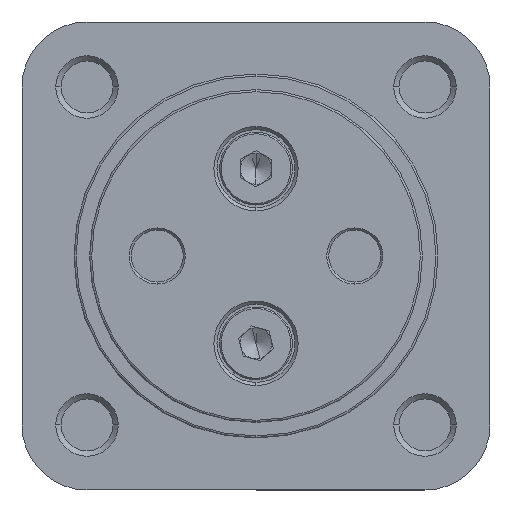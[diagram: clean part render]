
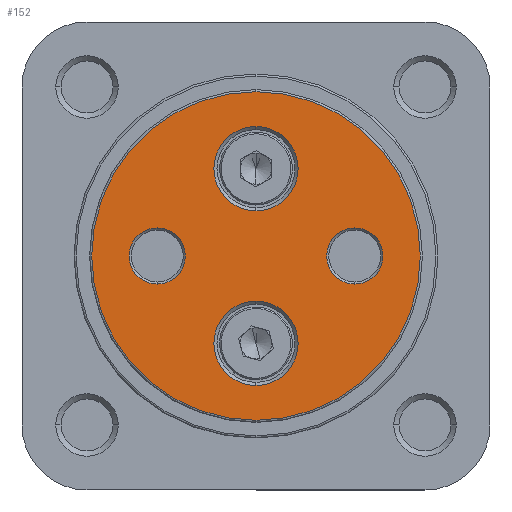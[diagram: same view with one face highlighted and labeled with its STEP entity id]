
A CAD part, left-side view. The second image highlights one B-rep face of the part: STEP entity #152.
In plain terms, the highlighted planar face has unit normal (-1, 0, 0).
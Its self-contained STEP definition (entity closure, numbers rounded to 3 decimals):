
#152 = ADVANCED_FACE ( 'NONE', ( #1128, #1134, #1136, #1138, #1124 ), #5911, .F. ) ;
#272 = ORIENTED_EDGE ( 'NONE', *, *, #4939, .T. ) ;
#273 = ORIENTED_EDGE ( 'NONE', *, *, #5010, .T. ) ;
#274 = ORIENTED_EDGE ( 'NONE', *, *, #4871, .T. ) ;
#275 = ORIENTED_EDGE ( 'NONE', *, *, #4986, .T. ) ;
#276 = ORIENTED_EDGE ( 'NONE', *, *, #4942, .T. ) ;
#277 = ORIENTED_EDGE ( 'NONE', *, *, #4990, .T. ) ;
#278 = ORIENTED_EDGE ( 'NONE', *, *, #4970, .T. ) ;
#279 = ORIENTED_EDGE ( 'NONE', *, *, #4874, .T. ) ;
#693 = EDGE_LOOP ( 'NONE', ( #273, #272 ) ) ;
#709 = EDGE_LOOP ( 'NONE', ( #275, #274 ) ) ;
#771 = EDGE_LOOP ( 'NONE', ( #277, #276 ) ) ;
#812 = EDGE_LOOP ( 'NONE', ( #279, #278 ) ) ;
#821 = EDGE_LOOP ( 'NONE', ( #3856, #3864 ) ) ;
#1124 = FACE_BOUND ( 'NONE', #821, .T. ) ;
#1128 = FACE_OUTER_BOUND ( 'NONE', #812, .T. ) ;
#1134 = FACE_BOUND ( 'NONE', #771, .T. ) ;
#1136 = FACE_BOUND ( 'NONE', #709, .T. ) ;
#1138 = FACE_BOUND ( 'NONE', #693, .T. ) ;
#2209 = CIRCLE ( 'NONE', #5541, 4.05 ) ;
#2210 = CIRCLE ( 'NONE', #5537, 2.7 ) ;
#2212 = CIRCLE ( 'NONE', #5543, 15.8 ) ;
#2314 = CIRCLE ( 'NONE', #5575, 2.7 ) ;
#2318 = CIRCLE ( 'NONE', #5576, 4.05 ) ;
#2363 = CIRCLE ( 'NONE', #5587, 15.8 ) ;
#2385 = CIRCLE ( 'NONE', #3604, 4.05 ) ;
#2391 = CIRCLE ( 'NONE', #3605, 4.05 ) ;
#2419 = CIRCLE ( 'NONE', #3616, 2.7 ) ;
#2428 = CIRCLE ( 'NONE', #3620, 2.7 ) ;
#3107 = CARTESIAN_POINT ( 'NONE',  ( 0., 0., 8.4 ) ) ;
#3114 = DIRECTION ( 'NONE',  ( 1., 0., 0. ) ) ;
#3115 = DIRECTION ( 'NONE',  ( 0., 0., -1. ) ) ;
#3116 = CARTESIAN_POINT ( 'NONE',  ( 0., 9.5, 0. ) ) ;
#3117 = DIRECTION ( 'NONE',  ( 1., 0., 0. ) ) ;
#3118 = DIRECTION ( 'NONE',  ( 0., 0., -1. ) ) ;
#3122 = CARTESIAN_POINT ( 'NONE',  ( 0., 0., 0. ) ) ;
#3123 = DIRECTION ( 'NONE',  ( -1., 0., 0. ) ) ;
#3124 = DIRECTION ( 'NONE',  ( 0., 0., -1. ) ) ;
#3274 = CARTESIAN_POINT ( 'NONE',  ( 0., -9.5, 0. ) ) ;
#3284 = DIRECTION ( 'NONE',  ( 1., 0., 0. ) ) ;
#3285 = DIRECTION ( 'NONE',  ( 0., 0., -1. ) ) ;
#3292 = CARTESIAN_POINT ( 'NONE',  ( 0., 0., -8.4 ) ) ;
#3293 = DIRECTION ( 'NONE',  ( 1., 0., 0. ) ) ;
#3294 = DIRECTION ( 'NONE',  ( 0., 0., -1. ) ) ;
#3352 = CARTESIAN_POINT ( 'NONE',  ( 0., 0., 0. ) ) ;
#3358 = DIRECTION ( 'NONE',  ( -1., 0., 0. ) ) ;
#3359 = DIRECTION ( 'NONE',  ( 0., 0., -1. ) ) ;
#3391 = CARTESIAN_POINT ( 'NONE',  ( 0., 0., 8.4 ) ) ;
#3402 = DIRECTION ( 'NONE',  ( 1., 0., 0. ) ) ;
#3403 = DIRECTION ( 'NONE',  ( 0., 0., -1. ) ) ;
#3411 = CARTESIAN_POINT ( 'NONE',  ( 0., 0., -8.4 ) ) ;
#3412 = DIRECTION ( 'NONE',  ( 1., 0., 0. ) ) ;
#3413 = DIRECTION ( 'NONE',  ( 0., 0., -1. ) ) ;
#3462 = CARTESIAN_POINT ( 'NONE',  ( 0., -9.5, 0. ) ) ;
#3464 = DIRECTION ( 'NONE',  ( 1., 0., 0. ) ) ;
#3465 = DIRECTION ( 'NONE',  ( 0., 0., -1. ) ) ;
#3474 = CARTESIAN_POINT ( 'NONE',  ( 0., 9.5, 0. ) ) ;
#3475 = DIRECTION ( 'NONE',  ( 1., 0., 0. ) ) ;
#3476 = DIRECTION ( 'NONE',  ( 0., 0., -1. ) ) ;
#3604 = AXIS2_PLACEMENT_3D ( 'NONE', #3391, #3402, #3403 ) ;
#3605 = AXIS2_PLACEMENT_3D ( 'NONE', #3411, #3412, #3413 ) ;
#3616 = AXIS2_PLACEMENT_3D ( 'NONE', #3462, #3464, #3465 ) ;
#3620 = AXIS2_PLACEMENT_3D ( 'NONE', #3474, #3475, #3476 ) ;
#3856 = ORIENTED_EDGE ( 'NONE', *, *, #5015, .T. ) ;
#3864 = ORIENTED_EDGE ( 'NONE', *, *, #4872, .T. ) ;
#3989 = CARTESIAN_POINT ( 'NONE',  ( 0., 0., -15.8 ) ) ;
#4007 = CARTESIAN_POINT ( 'NONE',  ( 0., 0., 15.8 ) ) ;
#4012 = CARTESIAN_POINT ( 'NONE',  ( 0., 0., -4.35 ) ) ;
#4013 = CARTESIAN_POINT ( 'NONE',  ( 0., 0., 12.45 ) ) ;
#4019 = CARTESIAN_POINT ( 'NONE',  ( 0., 0., -12.45 ) ) ;
#4024 = CARTESIAN_POINT ( 'NONE',  ( 0., 0., 4.35 ) ) ;
#4040 = CARTESIAN_POINT ( 'NONE',  ( 0., 9.5, -2.7 ) ) ;
#4041 = CARTESIAN_POINT ( 'NONE',  ( 0., 9.5, 2.7 ) ) ;
#4044 = CARTESIAN_POINT ( 'NONE',  ( 0., -9.5, -2.7 ) ) ;
#4045 = CARTESIAN_POINT ( 'NONE',  ( 0., -9.5, 2.7 ) ) ;
#4871 = EDGE_CURVE ( 'NONE', #7953, #7942, #2209, .T. ) ;
#4872 = EDGE_CURVE ( 'NONE', #7969, #7970, #2210, .T. ) ;
#4874 = EDGE_CURVE ( 'NONE', #7918, #7936, #2212, .T. ) ;
#4939 = EDGE_CURVE ( 'NONE', #7973, #7974, #2314, .T. ) ;
#4942 = EDGE_CURVE ( 'NONE', #7948, #7941, #2318, .T. ) ;
#4970 = EDGE_CURVE ( 'NONE', #7936, #7918, #2363, .T. ) ;
#4986 = EDGE_CURVE ( 'NONE', #7942, #7953, #2385, .T. ) ;
#4990 = EDGE_CURVE ( 'NONE', #7941, #7948, #2391, .T. ) ;
#5010 = EDGE_CURVE ( 'NONE', #7974, #7973, #2419, .T. ) ;
#5015 = EDGE_CURVE ( 'NONE', #7970, #7969, #2428, .T. ) ;
#5215 = AXIS2_PLACEMENT_3D ( 'NONE', #5902, #5914, #5915 ) ;
#5537 = AXIS2_PLACEMENT_3D ( 'NONE', #3116, #3117, #3118 ) ;
#5541 = AXIS2_PLACEMENT_3D ( 'NONE', #3107, #3114, #3115 ) ;
#5543 = AXIS2_PLACEMENT_3D ( 'NONE', #3122, #3123, #3124 ) ;
#5575 = AXIS2_PLACEMENT_3D ( 'NONE', #3274, #3284, #3285 ) ;
#5576 = AXIS2_PLACEMENT_3D ( 'NONE', #3292, #3293, #3294 ) ;
#5587 = AXIS2_PLACEMENT_3D ( 'NONE', #3352, #3358, #3359 ) ;
#5902 = CARTESIAN_POINT ( 'NONE',  ( 0., 0., 0. ) ) ;
#5911 = PLANE ( 'NONE',  #5215 ) ;
#5914 = DIRECTION ( 'NONE',  ( 1., 0., 0. ) ) ;
#5915 = DIRECTION ( 'NONE',  ( 0., 0., -1. ) ) ;
#7918 = VERTEX_POINT ( 'NONE', #3989 ) ;
#7936 = VERTEX_POINT ( 'NONE', #4007 ) ;
#7941 = VERTEX_POINT ( 'NONE', #4012 ) ;
#7942 = VERTEX_POINT ( 'NONE', #4013 ) ;
#7948 = VERTEX_POINT ( 'NONE', #4019 ) ;
#7953 = VERTEX_POINT ( 'NONE', #4024 ) ;
#7969 = VERTEX_POINT ( 'NONE', #4040 ) ;
#7970 = VERTEX_POINT ( 'NONE', #4041 ) ;
#7973 = VERTEX_POINT ( 'NONE', #4044 ) ;
#7974 = VERTEX_POINT ( 'NONE', #4045 ) ;
